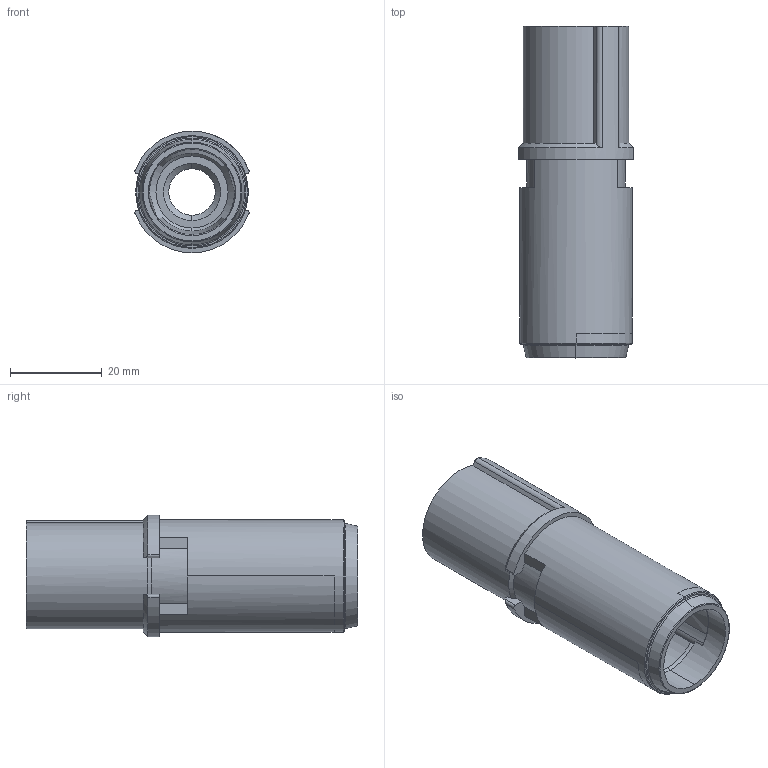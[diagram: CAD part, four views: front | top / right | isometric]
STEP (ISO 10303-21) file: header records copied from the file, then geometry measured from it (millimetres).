
FILE_DESCRIPTION((''),'2;1');
FILE_NAME('HC250MC_41','2016-07-22T',('tl.yang'),(''),'PRO/ENGINEER BY PARAMETRIC TECHNOLOGY CORPORATION, 2011500','PRO/ENGINEER BY PARAMETRIC TECHNOLOGY CORPORATION, 2011500','');
FILE_SCHEMA(('CONFIG_CONTROL_DESIGN'));
Length unit declared in the file: millimetre
Products named in the file (1): HC250MC_41
Bounding box: 24.86 x 72.2 x 26.5 mm (x, y, z)
Volume: 11178.7 mm3; surface area: 13613.5 mm2
Topology: 1 solids, 1 shells, 132 faces, 393 edges, 265 vertices
Faces by surface type: plane 52, cylinder 41, cone 19, torus 12, bspline 4, revolution 4
Entity records: 4999 total; most frequent: CARTESIAN_POINT 1417, ORIENTED_EDGE 784, DIRECTION 722, EDGE_CURVE 392, AXIS2_PLACEMENT_3D 287, VERTEX_POINT 265, CIRCLE 163, VECTOR 144
